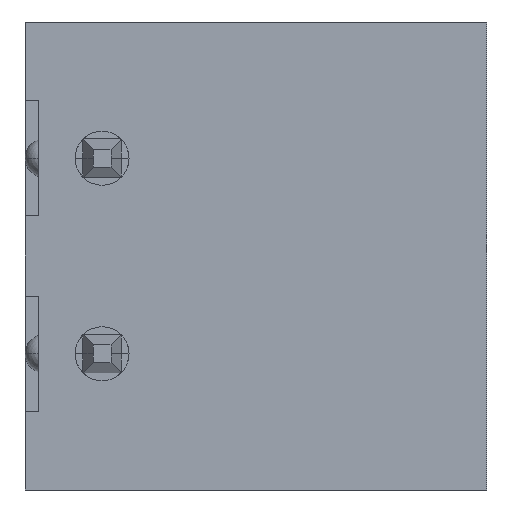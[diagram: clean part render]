
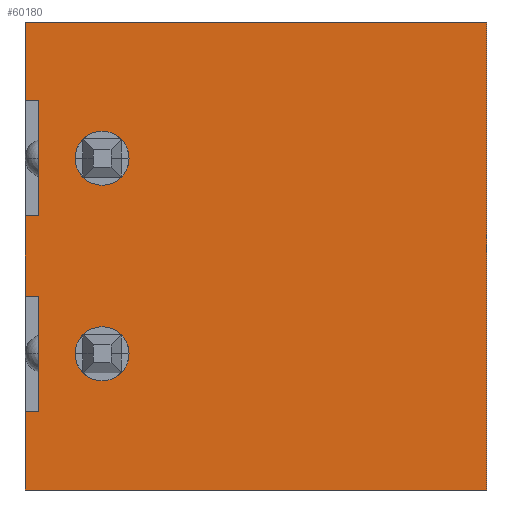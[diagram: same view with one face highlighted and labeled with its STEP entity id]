
A CAD part, front view. The second image highlights one B-rep face of the part: STEP entity #60180.
In plain terms, the highlighted planar face has unit normal (0, -1, 0).
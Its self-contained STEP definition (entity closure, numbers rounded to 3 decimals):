
#1300=CARTESIAN_POINT('',(0.,37.773,
   3.54));
#1310=DIRECTION('',(-1.,0.,
   0.));
#1320=VECTOR('',#1310,1.);
#1330=LINE('',#1300,#1320);
#1340=CARTESIAN_POINT('',(48.627,37.773,
   3.54));
#1350=VERTEX_POINT('',#1340);
#1360=CARTESIAN_POINT('',(36.627,37.773,
   3.54));
#1370=VERTEX_POINT('',#1360);
#1380=EDGE_CURVE('',#1350,#1370,#1330,.T.);
#10600=CARTESIAN_POINT('',(36.627,37.773
   ,1.5));
#10610=VERTEX_POINT('',#10600);
#10640=CARTESIAN_POINT('',(0.,37.773
   ,1.5));
#10650=DIRECTION('',(1.,0.,
   0.));
#10660=VECTOR('',#10650,1.);
#10670=LINE('',#10640,#10660);
#10680=CARTESIAN_POINT('',(36.977,37.773
   ,1.5));
#10690=VERTEX_POINT('',#10680);
#10700=EDGE_CURVE('',#10610,#10690,#10670,.T.);
#12680=CARTESIAN_POINT('',(36.627,37.773
   ,-6.58));
#12690=VERTEX_POINT('',#12680);
#12720=CARTESIAN_POINT('',(36.627,37.773
   ,-0.08));
#12730=DIRECTION('',(0.,0.,
   -1.));
#12740=VECTOR('',#12730,1.);
#12750=LINE('',#12720,#12740);
#12760=CARTESIAN_POINT('',(36.627,37.773
   ,-8.62));
#12770=VERTEX_POINT('',#12760);
#12780=EDGE_CURVE('',#12690,#12770,#12750,.T.);
#12950=CARTESIAN_POINT('',(36.627,37.773
   ,0.));
#12960=DIRECTION('',(0.,0.,
   -1.));
#12970=VECTOR('',#12960,1.);
#12980=LINE('',#12950,#12970);
#12990=EDGE_CURVE('',#1370,#10610,#12980,.T.);
#13070=CARTESIAN_POINT('',(36.627,37.773
   ,-1.5));
#13080=VERTEX_POINT('',#13070);
#13110=CARTESIAN_POINT('',(36.627,37.773
   ,0.));
#13120=DIRECTION('',(0.,0.,
   1.));
#13130=VECTOR('',#13120,1.);
#13140=LINE('',#13110,#13130);
#13150=CARTESIAN_POINT('',(36.627,37.773
   ,-3.58));
#13160=VERTEX_POINT('',#13150);
#13170=EDGE_CURVE('',#13160,#13080,#13140,.T.);
#17050=CARTESIAN_POINT('',(36.977,37.773
   ,0.));
#17060=DIRECTION('',(0.,0.,
   -1.));
#17070=VECTOR('',#17060,1.);
#17080=LINE('',#17050,#17070);
#17090=CARTESIAN_POINT('',(36.977,37.773
   ,-1.5));
#17100=VERTEX_POINT('',#17090);
#17110=EDGE_CURVE('',#10690,#17100,#17080,.T.);
#18100=CARTESIAN_POINT('',(0.,37.773
   ,-1.5));
#18110=DIRECTION('',(1.,0.,
   0.));
#18120=VECTOR('',#18110,1.);
#18130=LINE('',#18100,#18120);
#18140=EDGE_CURVE('',#13080,#17100,#18130,.T.);
#27470=CARTESIAN_POINT('',(48.627,37.773
   ,-8.62));
#27480=VERTEX_POINT('',#27470);
#27510=CARTESIAN_POINT('',(48.627,37.773
   ,-0.08));
#27520=DIRECTION('',(0.,0.,
   1.));
#27530=VECTOR('',#27520,1.);
#27540=LINE('',#27510,#27530);
#27550=EDGE_CURVE('',#27480,#1350,#27540,.T.);
#30190=CARTESIAN_POINT('',(0.,37.773
   ,-8.62));
#30200=DIRECTION('',(-1.,0.,
   0.));
#30210=VECTOR('',#30200,1.);
#30220=LINE('',#30190,#30210);
#30230=EDGE_CURVE('',#27480,#12770,#30220,.T.);
#45160=CARTESIAN_POINT('',(36.977,37.773
   ,-3.58));
#45170=VERTEX_POINT('',#45160);
#45200=CARTESIAN_POINT('',(36.977,37.773
   ,-0.08));
#45210=DIRECTION('',(0.,0.,
   -1.));
#45220=VECTOR('',#45210,1.);
#45230=LINE('',#45200,#45220);
#45240=CARTESIAN_POINT('',(36.977,37.773
   ,-6.58));
#45250=VERTEX_POINT('',#45240);
#45260=EDGE_CURVE('',#45170,#45250,#45230,.T.);
#45540=CARTESIAN_POINT('',(39.327,37.773
   ,0.));
#45550=VERTEX_POINT('',#45540);
#45670=CARTESIAN_POINT('',(37.927,37.773
   ,0.));
#45680=VERTEX_POINT('',#45670);
#45710=CARTESIAN_POINT('',(38.627,37.773
   ,0.));
#45720=DIRECTION('',(0.,-1.,
   0.));
#45730=DIRECTION('',(1.,0.,
   0.));
#45740=AXIS2_PLACEMENT_3D('',#45710,#45720,#45730);
#45750=CIRCLE('',#45740,0.7);
#45760=EDGE_CURVE('',#45550,#45680,#45750,.T.);
#46260=CARTESIAN_POINT('',(0.,37.773
   ,-6.58));
#46270=DIRECTION('',(1.,0.,
   0.));
#46280=VECTOR('',#46270,1.);
#46290=LINE('',#46260,#46280);
#46300=EDGE_CURVE('',#12690,#45250,#46290,.T.);
#51060=CARTESIAN_POINT('',(0.,37.773
   ,-3.58));
#51070=DIRECTION('',(-1.,0.,
   0.));
#51080=VECTOR('',#51070,1.);
#51090=LINE('',#51060,#51080);
#51100=EDGE_CURVE('',#45170,#13160,#51090,.T.);
#51660=CARTESIAN_POINT('',(39.327,37.773
   ,-5.08));
#51670=VERTEX_POINT('',#51660);
#51700=CARTESIAN_POINT('',(38.627,37.773
   ,-5.08));
#51710=DIRECTION('',(0.,-1.,
   0.));
#51720=DIRECTION('',(1.,0.,
   0.));
#51730=AXIS2_PLACEMENT_3D('',#51700,#51710,#51720);
#51740=CIRCLE('',#51730,0.7);
#51750=CARTESIAN_POINT('',(37.927,37.773
   ,-5.08));
#51760=VERTEX_POINT('',#51750);
#51770=EDGE_CURVE('',#51760,#51670,#51740,.T.);
#59890=CARTESIAN_POINT('',(38.127,37.773
   ,-0.08));
#59900=DIRECTION('',(0.,-1.,
   0.));
#59910=DIRECTION('',(-1.,0.,
   0.));
#59920=AXIS2_PLACEMENT_3D('',#59890,#59900,#59910);
#59930=PLANE('',#59920);
#59940=EDGE_CURVE('',#51670,#51760,#51740,.T.);
#59950=ORIENTED_EDGE('',*,*,#59940,.F.);
#59960=ORIENTED_EDGE('',*,*,#51770,.F.);
#59970=EDGE_LOOP('',(#59960,#59950));
#59980=FACE_BOUND('',#59970,.T.);
#59990=ORIENTED_EDGE('',*,*,#30230,.F.);
#60000=ORIENTED_EDGE('',*,*,#12780,.T.);
#60010=ORIENTED_EDGE('',*,*,#46300,.F.);
#60020=ORIENTED_EDGE('',*,*,#45260,.T.);
#60030=ORIENTED_EDGE('',*,*,#51100,.F.);
#60040=ORIENTED_EDGE('',*,*,#13170,.F.);
#60050=ORIENTED_EDGE('',*,*,#18140,.F.);
#60060=ORIENTED_EDGE('',*,*,#17110,.T.);
#60070=ORIENTED_EDGE('',*,*,#10700,.T.);
#60080=ORIENTED_EDGE('',*,*,#12990,.T.);
#60090=ORIENTED_EDGE('',*,*,#1380,.T.);
#60100=ORIENTED_EDGE('',*,*,#27550,.T.);
#60110=EDGE_LOOP('',(#60100,#60090,#60080,#60070,#60060,#60050,#60040,
   #60030,#60020,#60010,#60000,#59990));
#60120=FACE_OUTER_BOUND('',#60110,.T.);
#60130=EDGE_CURVE('',#45680,#45550,#45750,.T.);
#60140=ORIENTED_EDGE('',*,*,#60130,.F.);
#60150=ORIENTED_EDGE('',*,*,#45760,.F.);
#60160=EDGE_LOOP('',(#60150,#60140));
#60170=FACE_BOUND('',#60160,.T.);
#60180=ADVANCED_FACE('',(#59980,#60120,#60170),#59930,.T.);
